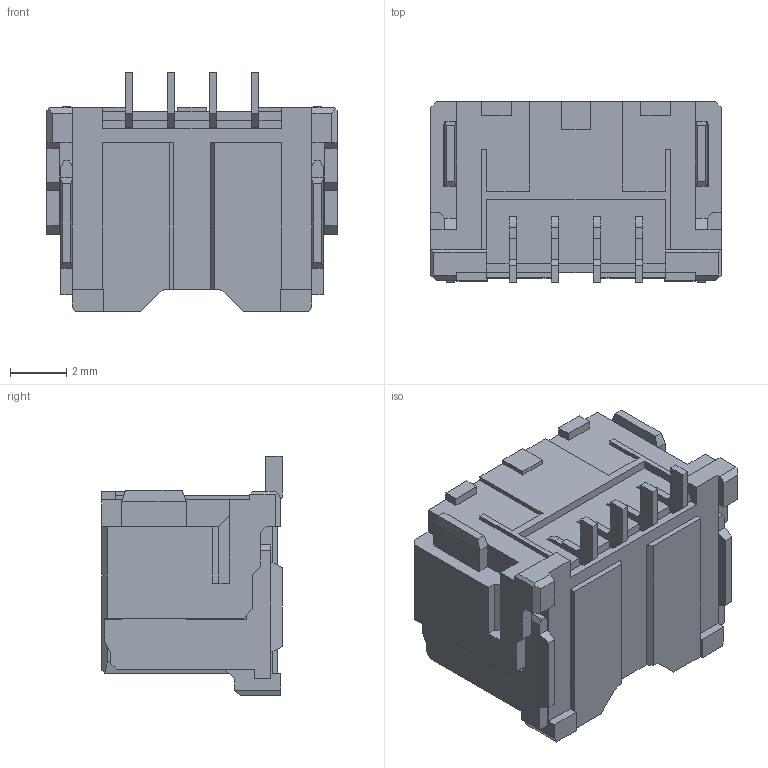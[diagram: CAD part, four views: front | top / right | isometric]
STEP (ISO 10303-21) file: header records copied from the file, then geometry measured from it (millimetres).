
FILE_DESCRIPTION((''),'2;1');
FILE_NAME('5025850470','2019-07-05T',('gga'),(''),'PRO/ENGINEER BY PARAMETRIC TECHNOLOGY CORPORATION, 2016010','PRO/ENGINEER BY PARAMETRIC TECHNOLOGY CORPORATION, 2016010','');
FILE_SCHEMA(('CONFIG_CONTROL_DESIGN'));
Length unit declared in the file: millimetre
Products named in the file (1): 5025850470
Bounding box: 10.3 x 6.4 x 8.5 mm (x, y, z)
Volume: 219.2 mm3; surface area: 625.3 mm2
Topology: 1 solids, 1 shells, 406 faces, 1196 edges, 788 vertices
Faces by surface type: plane 378, cylinder 28
Entity records: 13258 total; most frequent: CARTESIAN_POINT 2412, ORIENTED_EDGE 2344, DIRECTION 2046, EDGE_CURVE 1172, VECTOR 1136, LINE 1136, VERTEX_POINT 764, AXIS2_PLACEMENT_3D 455
